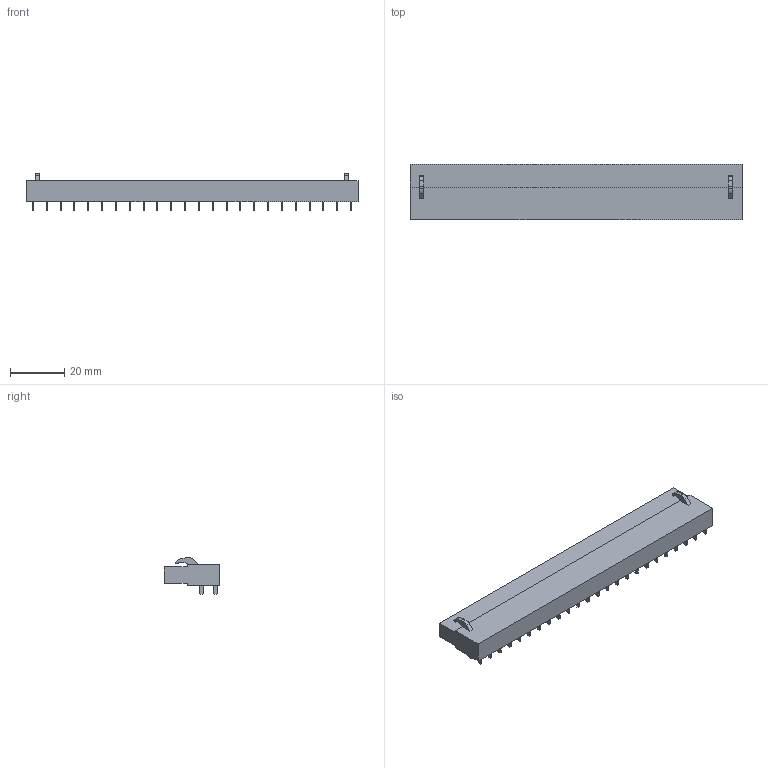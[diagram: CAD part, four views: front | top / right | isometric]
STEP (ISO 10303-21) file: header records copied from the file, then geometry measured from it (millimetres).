
FILE_DESCRIPTION(('CATIA V5 STEP Exchange','CAx-IF Rec.Pracs.--- Model Styling and Organization---1.2---2011-12-15'),'2;1');
FILE_NAME ('D1454279_0', '2018-08-30T15:45:44+00:00', ('none'), ('Weidmueller'), 'CATIA Version 5-6 Release 2014', 'CATIA V5 STEP AP214', 'none');
FILE_SCHEMA(('AUTOMOTIVE_DESIGN { 1 0 10303 214 1 1 1 1 }'));
Length unit declared in the file: millimetre
Products named in the file (1): 1648530000
Bounding box: 121.92 x 20.25 x 13.48 mm (x, y, z)
Volume: 17137.1 mm3; surface area: 8210.6 mm2
Topology: 49 solids, 49 shells, 742 faces, 1710 edges, 1140 vertices
Faces by surface type: plane 680, cone 48, cylinder 14
Entity records: 18737 total; most frequent: ORIENTED_EDGE 3420, CARTESIAN_POINT 3295, DIRECTION 2454, EDGE_CURVE 1710, VECTOR 1538, LINE 1538, VERTEX_POINT 1140, EDGE_LOOP 816
